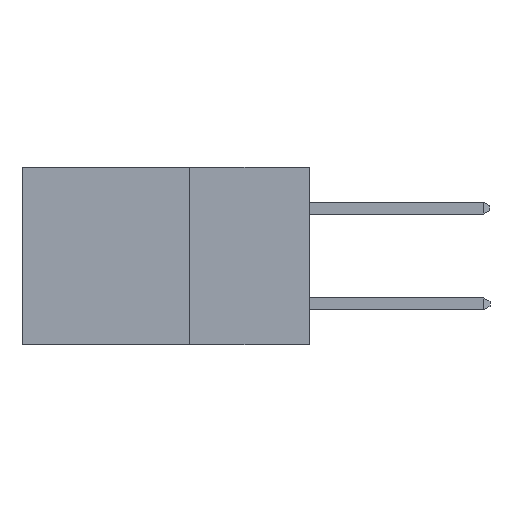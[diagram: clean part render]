
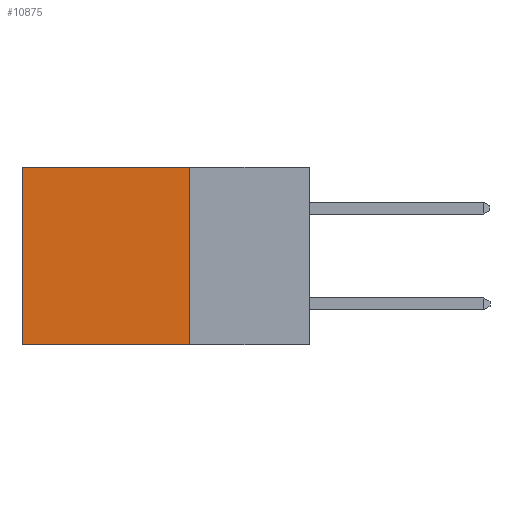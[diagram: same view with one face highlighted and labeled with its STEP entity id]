
A CAD part, left-side view. The second image highlights one B-rep face of the part: STEP entity #10875.
In plain terms, the highlighted planar face has unit normal (-1, 0, 0).
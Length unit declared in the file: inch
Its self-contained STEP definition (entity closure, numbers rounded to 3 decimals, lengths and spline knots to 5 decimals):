
#19 = DIRECTION ( 'NONE',  ( 0., 1., 0. ) ) ;
#1640 = CARTESIAN_POINT ( 'NONE',  ( 0.2875, 0.6, 0. ) ) ;
#2460 = DIRECTION ( 'NONE',  ( 1., 0., 0. ) ) ;
#2486 = ORIENTED_EDGE ( 'NONE', *, *, #9236, .F. ) ;
#3017 = EDGE_CURVE ( 'NONE', #4552, #6939, #10473, .T. ) ;
#3328 = CARTESIAN_POINT ( 'NONE',  ( 0.2875, 0.25, 0. ) ) ;
#3496 = CARTESIAN_POINT ( 'NONE',  ( 0.2875, 0.25, 0. ) ) ;
#3678 = CARTESIAN_POINT ( 'NONE',  ( 0.2875, 0.6, 0. ) ) ;
#3875 = VECTOR ( 'NONE', #19, 39.37008 ) ;
#4552 = VERTEX_POINT ( 'NONE', #3328 ) ;
#4686 = DIRECTION ( 'NONE',  ( 0., 0., -1. ) ) ;
#4962 = VERTEX_POINT ( 'NONE', #7008 ) ;
#5294 = ORIENTED_EDGE ( 'NONE', *, *, #6220, .T. ) ;
#5709 = AXIS2_PLACEMENT_3D ( 'NONE', #3496, #2460, #4686 ) ;
#5964 = CARTESIAN_POINT ( 'NONE',  ( 0.2875, 0.25, 0. ) ) ;
#6220 = EDGE_CURVE ( 'NONE', #9868, #4962, #13566, .T. ) ;
#6299 = CARTESIAN_POINT ( 'NONE',  ( 0.2875, 0.25, -0.37 ) ) ;
#6480 = FACE_OUTER_BOUND ( 'NONE', #12764, .T. ) ;
#6939 = VERTEX_POINT ( 'NONE', #6299 ) ;
#7008 = CARTESIAN_POINT ( 'NONE',  ( 0.2875, 0.6, -0.37 ) ) ;
#7344 = CARTESIAN_POINT ( 'NONE',  ( 0.2875, 0.25, 0. ) ) ;
#8280 = DIRECTION ( 'NONE',  ( 0., 0., -1. ) ) ;
#9213 = VECTOR ( 'NONE', #8280, 39.37008 ) ;
#9236 = EDGE_CURVE ( 'NONE', #6939, #4962, #14341, .T. ) ;
#9454 = DIRECTION ( 'NONE',  ( 0., 1., 0. ) ) ;
#9868 = VERTEX_POINT ( 'NONE', #1640 ) ;
#9895 = EDGE_CURVE ( 'NONE', #4552, #9868, #10307, .T. ) ;
#10307 = LINE ( 'NONE', #7344, #13290 ) ;
#10473 = LINE ( 'NONE', #5964, #9213 ) ;
#10557 = VECTOR ( 'NONE', #12855, 39.37008 ) ;
#10841 = ORIENTED_EDGE ( 'NONE', *, *, #9895, .T. ) ;
#10875 = ADVANCED_FACE ( 'NONE', ( #6480 ), #11488, .F. ) ;
#11334 = CARTESIAN_POINT ( 'NONE',  ( 0.2875, 0.25, -0.37 ) ) ;
#11488 = PLANE ( 'NONE',  #5709 ) ;
#12464 = ORIENTED_EDGE ( 'NONE', *, *, #3017, .F. ) ;
#12764 = EDGE_LOOP ( 'NONE', ( #5294, #2486, #12464, #10841 ) ) ;
#12855 = DIRECTION ( 'NONE',  ( 0., 0., -1. ) ) ;
#13290 = VECTOR ( 'NONE', #9454, 39.37008 ) ;
#13566 = LINE ( 'NONE', #3678, #10557 ) ;
#14341 = LINE ( 'NONE', #11334, #3875 ) ;
